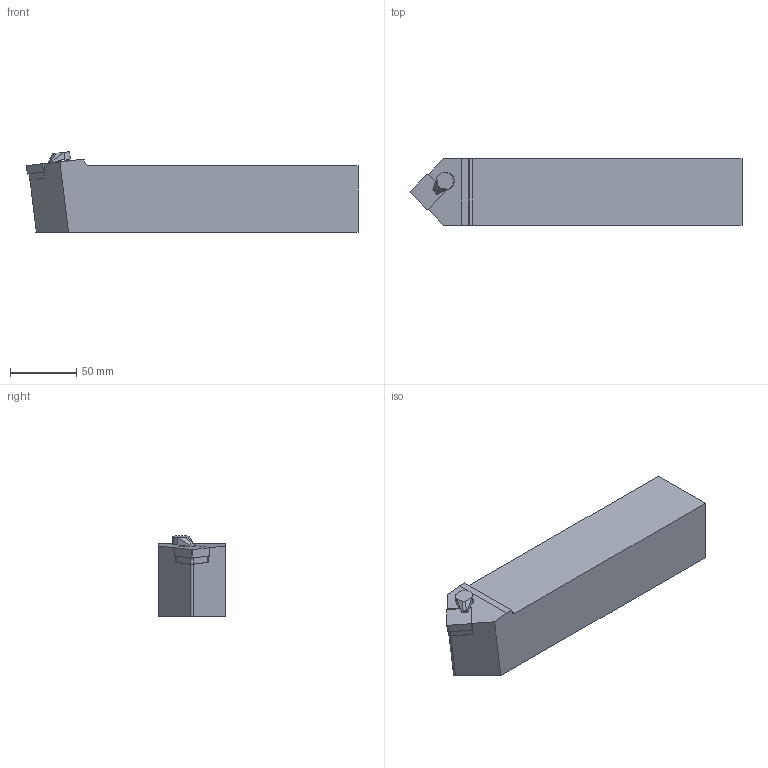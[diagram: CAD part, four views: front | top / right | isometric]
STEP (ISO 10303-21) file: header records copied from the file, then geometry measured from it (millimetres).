
FILE_DESCRIPTION(/* description */ (''),/* implementation_level */ '2;1');
FILE_NAME(/* name */ 'PSDNN-5050-S19C.stp',/* time_stamp */ '2023-10-02T14:34:43+03:00',/* author */ (''),/* organization */ (''),/* preprocessor_version */ 'ST-DEVELOPER v19.4',/* originating_system */ 'SIEMENS PLM Software NX2306.3001',/* authorisation */ '');
FILE_SCHEMA (('AUTOMOTIVE_DESIGN { 1 0 10303 214 3 1 1 1 }'));
Length unit declared in the file: millimetre
Products named in the file (1): PSDNN-5050-S19C
Bounding box: 249.67 x 50 x 60.63 mm (x, y, z)
Volume: 589465.5 mm3; surface area: 53692.2 mm2
Topology: 2 solids, 2 shells, 48 faces, 127 edges, 84 vertices
Faces by surface type: plane 35, cylinder 11, cone 1, torus 1
Entity records: 1603 total; most frequent: CARTESIAN_POINT 287, ORIENTED_EDGE 254, DIRECTION 250, EDGE_CURVE 127, LINE 94, VECTOR 94, VERTEX_POINT 84, AXIS2_PLACEMENT_3D 78
